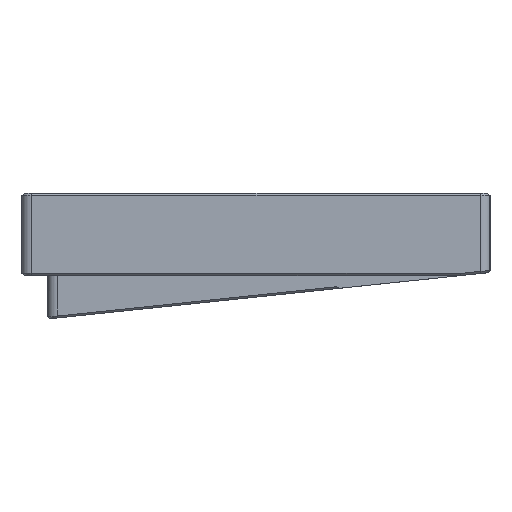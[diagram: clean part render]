
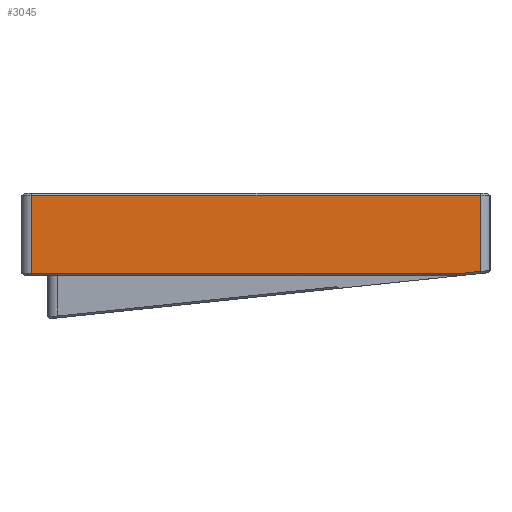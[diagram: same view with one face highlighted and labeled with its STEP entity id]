
A CAD part, left-side view. The second image highlights one B-rep face of the part: STEP entity #3045.
In plain terms, the highlighted planar face has unit normal (-1, 0, 0).
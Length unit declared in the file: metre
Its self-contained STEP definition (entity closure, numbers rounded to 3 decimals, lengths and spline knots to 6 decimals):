
#168=LINE('',#4901,#441);
#169=LINE('',#4904,#442);
#170=LINE('',#4906,#443);
#171=LINE('',#4908,#444);
#172=LINE('',#4910,#445);
#441=VECTOR('',#3843,1.);
#442=VECTOR('',#3844,1.);
#443=VECTOR('',#3845,1.);
#444=VECTOR('',#3846,1.);
#445=VECTOR('',#3847,1.);
#625=PLANE('',#3309);
#1038=ORIENTED_EDGE('',*,*,#1928,.T.);
#1039=ORIENTED_EDGE('',*,*,#1929,.T.);
#1040=ORIENTED_EDGE('',*,*,#1930,.T.);
#1041=ORIENTED_EDGE('',*,*,#1931,.T.);
#1042=ORIENTED_EDGE('',*,*,#1932,.T.);
#1928=EDGE_CURVE('',#2369,#2370,#168,.T.);
#1929=EDGE_CURVE('',#2370,#2371,#169,.T.);
#1930=EDGE_CURVE('',#2371,#2372,#170,.T.);
#1931=EDGE_CURVE('',#2372,#2373,#171,.T.);
#1932=EDGE_CURVE('',#2373,#2369,#172,.F.);
#2369=VERTEX_POINT('',#4902);
#2370=VERTEX_POINT('',#4903);
#2371=VERTEX_POINT('',#4905);
#2372=VERTEX_POINT('',#4907);
#2373=VERTEX_POINT('',#4909);
#2547=EDGE_LOOP('',(#1038,#1039,#1040,#1041,#1042));
#2759=FACE_BOUND('',#2547,.T.);
#3045=ADVANCED_FACE('',(#2759),#625,.T.);
#3309=AXIS2_PLACEMENT_3D('',#4900,#3841,#3842);
#3841=DIRECTION('',(-1.,0.,0.));
#3842=DIRECTION('',(0.,0.,1.));
#3843=DIRECTION('',(0.,-1.,0.));
#3844=DIRECTION('',(0.,-0.995,0.105));
#3845=DIRECTION('',(0.,0.,1.));
#3846=DIRECTION('',(0.,1.,0.));
#3847=DIRECTION('',(0.,0.,1.));
#4900=CARTESIAN_POINT('',(-0.14785,0.,-0.000002));
#4901=CARTESIAN_POINT('',(-0.14785,0.,0.011347));
#4902=CARTESIAN_POINT('',(-0.14785,0.05285,0.011347));
#4903=CARTESIAN_POINT('',(-0.14785,-0.048074,0.011347));
#4904=CARTESIAN_POINT('',(-0.14785,0.000655,0.006225));
#4905=CARTESIAN_POINT('',(-0.14785,-0.05285,0.011849));
#4906=CARTESIAN_POINT('',(-0.14785,-0.05285,0.030247));
#4907=CARTESIAN_POINT('',(-0.14785,-0.05285,0.029747));
#4908=CARTESIAN_POINT('',(-0.14785,0.05285,0.029747));
#4909=CARTESIAN_POINT('',(-0.14785,0.05285,0.029747));
#4910=CARTESIAN_POINT('',(-0.14785,0.05285,-0.000002));
